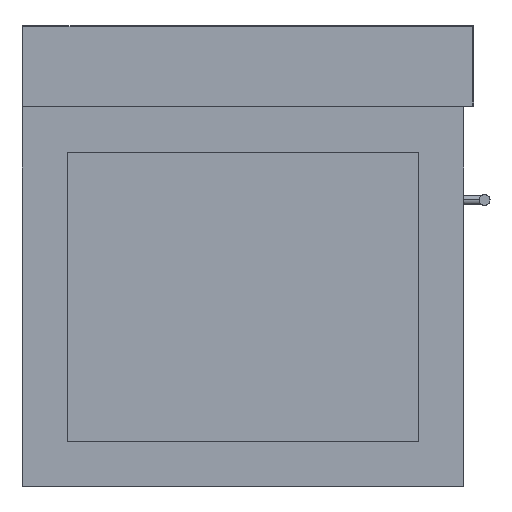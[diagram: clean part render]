
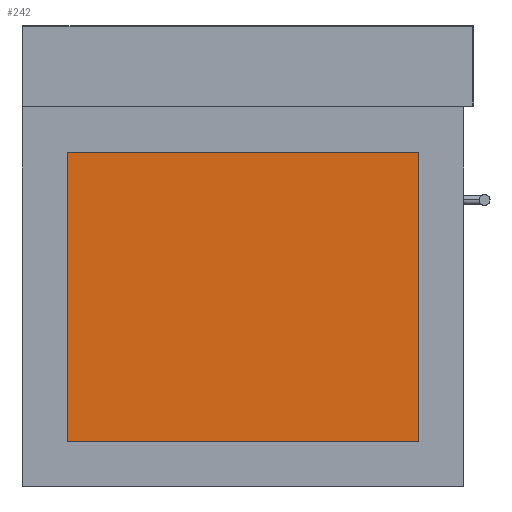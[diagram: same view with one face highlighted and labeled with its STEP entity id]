
A CAD part, left-side view. The second image highlights one B-rep face of the part: STEP entity #242.
In plain terms, the highlighted planar face has unit normal (-1, 0, 0).
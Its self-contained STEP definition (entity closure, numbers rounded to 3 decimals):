
#242=ADVANCED_FACE('',(#357),#1667,.T.);
#357=FACE_OUTER_BOUND('',#473,.T.);
#473=EDGE_LOOP('',(#627,#628,#629,#630));
#627=ORIENTED_EDGE('',*,*,#1078,.T.);
#628=ORIENTED_EDGE('',*,*,#1084,.T.);
#629=ORIENTED_EDGE('',*,*,#1082,.T.);
#630=ORIENTED_EDGE('',*,*,#1080,.T.);
#1078=EDGE_CURVE('',#1520,#1519,#1317,.T.);
#1080=EDGE_CURVE('',#1521,#1520,#1319,.T.);
#1082=EDGE_CURVE('',#1522,#1521,#1321,.T.);
#1084=EDGE_CURVE('',#1519,#1522,#1323,.T.);
#1317=B_SPLINE_CURVE_WITH_KNOTS('',1,(#2269,#2270),.UNSPECIFIED.,.F.,.F.,
(2,2),(-320.,0.),.UNSPECIFIED.);
#1319=B_SPLINE_CURVE_WITH_KNOTS('',1,(#2273,#2274),.UNSPECIFIED.,.F.,.F.,
(2,2),(-389.,0.),.UNSPECIFIED.);
#1321=B_SPLINE_CURVE_WITH_KNOTS('',1,(#2277,#2278),.UNSPECIFIED.,.F.,.F.,
(2,2),(-320.,0.),.UNSPECIFIED.);
#1323=B_SPLINE_CURVE_WITH_KNOTS('',1,(#2281,#2282),.UNSPECIFIED.,.F.,.F.,
(2,2),(-389.,0.),.UNSPECIFIED.);
#1519=VERTEX_POINT('',#2231);
#1520=VERTEX_POINT('',#2232);
#1521=VERTEX_POINT('',#2233);
#1522=VERTEX_POINT('',#2234);
#1667=PLANE('',#1942);
#1942=AXIS2_PLACEMENT_3D('',#2218,#2075,$);
#2075=DIRECTION('',(-1.,0.,0.));
#2218=CARTESIAN_POINT('',(-741.,-192.,11.1));
#2231=CARTESIAN_POINT('',(-741.,-160.,50.));
#2232=CARTESIAN_POINT('',(-741.,160.,50.));
#2233=CARTESIAN_POINT('',(-741.,160.,439.));
#2234=CARTESIAN_POINT('',(-741.,-160.,439.));
#2269=CARTESIAN_POINT('',(-741.,160.,50.));
#2270=CARTESIAN_POINT('',(-741.,-160.,50.));
#2273=CARTESIAN_POINT('',(-741.,160.,439.));
#2274=CARTESIAN_POINT('',(-741.,160.,50.));
#2277=CARTESIAN_POINT('',(-741.,-160.,439.));
#2278=CARTESIAN_POINT('',(-741.,160.,439.));
#2281=CARTESIAN_POINT('',(-741.,-160.,50.));
#2282=CARTESIAN_POINT('',(-741.,-160.,439.));
